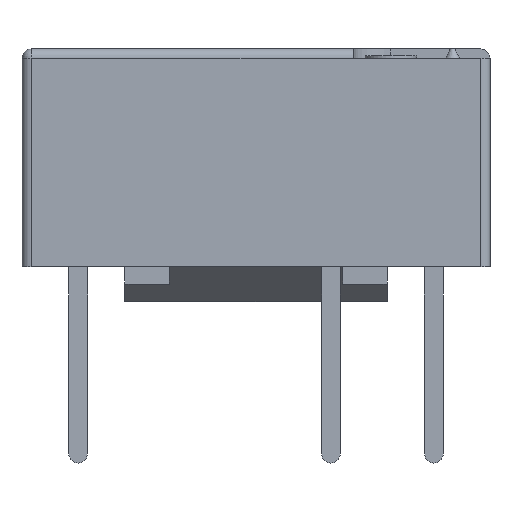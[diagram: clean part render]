
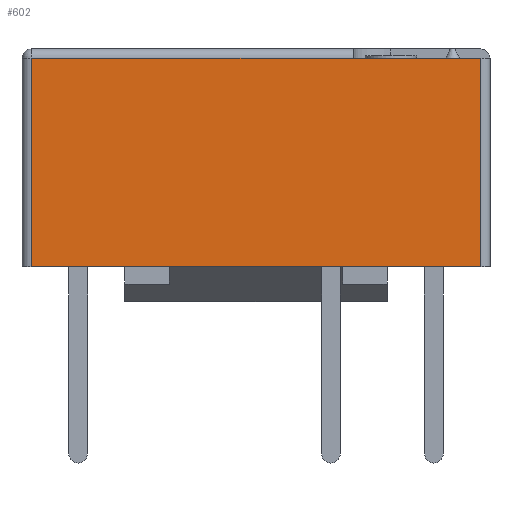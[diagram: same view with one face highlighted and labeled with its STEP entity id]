
A CAD part, front view. The second image highlights one B-rep face of the part: STEP entity #602.
In plain terms, the highlighted planar face has unit normal (0, -1, 0).
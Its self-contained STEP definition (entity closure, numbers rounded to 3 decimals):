
#602=ADVANCED_FACE('',(#14095),#14097,.T.);
#14095=FACE_BOUND('',#14096,.T.);
#14096=EDGE_LOOP('',(#24676,#24677,#24678,#24679,#24680));
#14097=PLANE('',#14098);
#14098=AXIS2_PLACEMENT_3D('',#14099,#14100,#14101);
#14099=CARTESIAN_POINT('',(-5.,-3.,1.));
#14100=DIRECTION('',(0.,-1.,0.));
#14101=DIRECTION('',(1.,0.,0.));
#24676=ORIENTED_EDGE('',*,*,#33141,.T.);
#24677=ORIENTED_EDGE('',*,*,#33142,.F.);
#24678=ORIENTED_EDGE('',*,*,#33143,.F.);
#24679=ORIENTED_EDGE('',*,*,#33100,.T.);
#24680=ORIENTED_EDGE('',*,*,#33140,.T.);
#33100=EDGE_CURVE('',#37491,#37489,#37492,.T.);
#33140=EDGE_CURVE('',#37489,#37550,#37552,.T.);
#33141=EDGE_CURVE('',#37550,#37553,#37554,.T.);
#33142=EDGE_CURVE('',#37555,#37553,#37556,.T.);
#33143=EDGE_CURVE('',#37491,#37555,#37557,.T.);
#37489=VERTEX_POINT('',#44946);
#37491=VERTEX_POINT('',#44951);
#37492=LINE('',#44952,#44953);
#37550=VERTEX_POINT('',#45095);
#37552=LINE('',#45100,#45101);
#37553=VERTEX_POINT('',#45103);
#37554=LINE('',#45104,#45105);
#37555=VERTEX_POINT('',#45107);
#37556=LINE('',#45108,#45109);
#37557=LINE('',#45111,#45112);
#44946=CARTESIAN_POINT('',(4.8,-3.,1.));
#44951=CARTESIAN_POINT('',(-4.8,-3.,1.));
#44952=CARTESIAN_POINT('',(-4.8,-3.,1.));
#44953=VECTOR('',#44954,1.);
#44954=DIRECTION('',(1.,0.,0.));
#45095=CARTESIAN_POINT('',(4.8,-3.,5.45));
#45100=CARTESIAN_POINT('',(4.8,-3.,1.));
#45101=VECTOR('',#45102,1.);
#45102=DIRECTION('',(0.,0.,1.));
#45103=CARTESIAN_POINT('',(2.08,-3.,5.45));
#45104=CARTESIAN_POINT('',(4.8,-3.,5.45));
#45105=VECTOR('',#45106,1.);
#45106=DIRECTION('',(-1.,0.,0.));
#45107=CARTESIAN_POINT('',(-4.8,-3.,5.45));
#45108=CARTESIAN_POINT('',(-4.8,-3.,5.45));
#45109=VECTOR('',#45110,1.);
#45110=DIRECTION('',(1.,0.,0.));
#45111=CARTESIAN_POINT('',(-4.8,-3.,1.));
#45112=VECTOR('',#45113,1.);
#45113=DIRECTION('',(0.,0.,1.));
